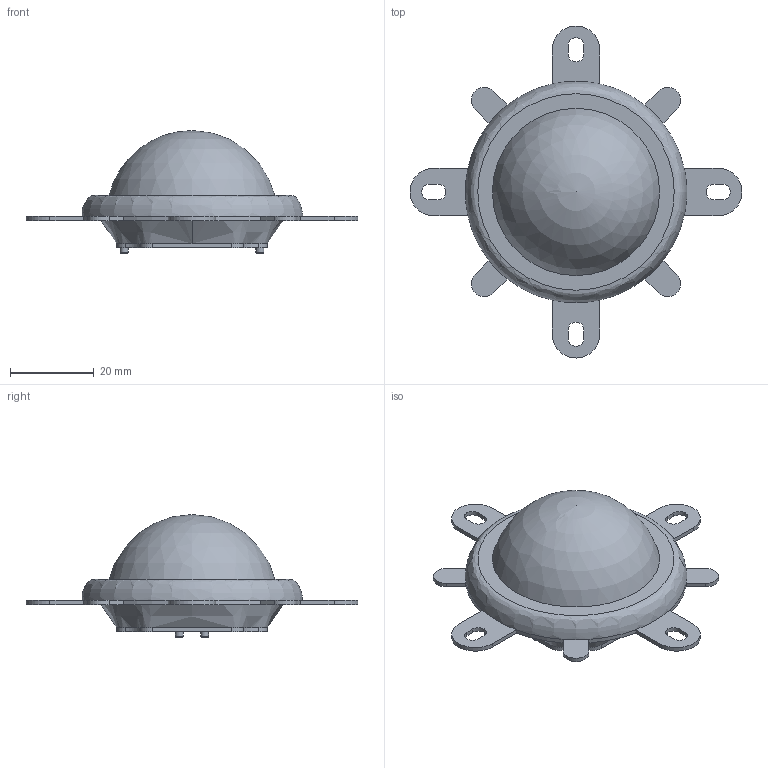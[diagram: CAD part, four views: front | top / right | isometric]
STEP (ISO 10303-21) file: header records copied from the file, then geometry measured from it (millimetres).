
FILE_DESCRIPTION(/* description */ (''),/* implementation_level */ '2;1');
FILE_NAME(/* name */ '44mm_COB_LED_Lens.step',/* time_stamp */ '2020-05-21T14:17:21+02:00',/* author */ (''),/* organization */ (''),/* preprocessor_version */ 'ST-DEVELOPER v18.1',/* originating_system */ 'Autodesk Translation Framework v9.3.0.1241',/* authorisation */ '');
FILE_SCHEMA (('AUTOMOTIVE_DESIGN { 1 0 10303 214 3 1 1 }'));
Length unit declared in the file: millimetre
Products named in the file (4): 44mm_COB_LED_Lens; Lens; Bracket; Reflector
Assembly tree (3 placements, depth 2):
  44mm_COB_LED_Lens
    Lens
    Bracket
    Reflector
Bounding box: 79.4 x 79.4 x 29.35 mm (x, y, z)
Volume: 23661.4 mm3; surface area: 13458.7 mm2
Topology: 3 solids, 3 shells, 112 faces, 291 edges, 191 vertices
Faces by surface type: plane 52, cylinder 48, bspline 6, torus 4, sphere 1, cone 1
Full cylindrical faces by diameter (mm): 1.9 x4, 40 x1, 44 x1, 44.4 x1, 49 x1
Entity records: 4240 total; most frequent: CARTESIAN_POINT 1246, DIRECTION 639, ORIENTED_EDGE 580, EDGE_CURVE 290, AXIS2_PLACEMENT_3D 243, VERTEX_POINT 191, LINE 153, VECTOR 153
